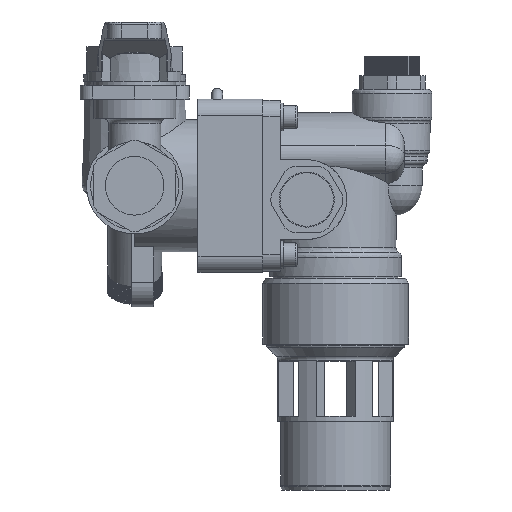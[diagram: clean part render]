
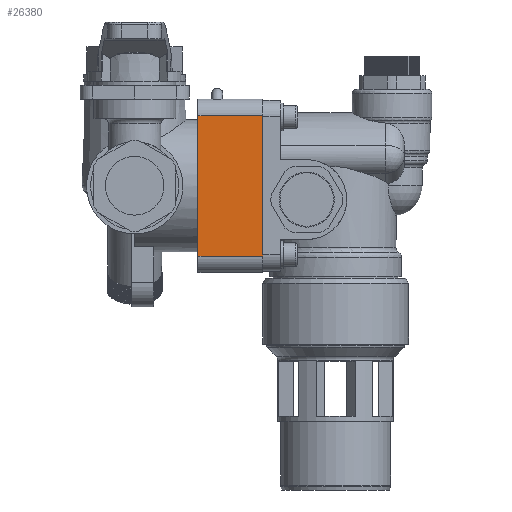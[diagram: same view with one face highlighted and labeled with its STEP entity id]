
A CAD part, left-side view. The second image highlights one B-rep face of the part: STEP entity #26380.
In plain terms, the highlighted planar face has unit normal (-1, 0, 0).
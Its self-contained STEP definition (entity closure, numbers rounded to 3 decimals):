
#1081=PLANE('',#28604);
#2448=FACE_OUTER_BOUND('',#3900,.T.);
#3900=EDGE_LOOP('',(#23737,#23738,#23739,#23740));
#7486=LINE('',#43406,#10205);
#7641=LINE('',#44442,#10360);
#7649=LINE('',#44472,#10368);
#7650=LINE('',#44473,#10369);
#10205=VECTOR('',#34971,10.);
#10360=VECTOR('',#35508,10.);
#10368=VECTOR('',#35536,10.);
#10369=VECTOR('',#35537,10.);
#12655=VERTEX_POINT('',#43403);
#12656=VERTEX_POINT('',#43405);
#12837=VERTEX_POINT('',#44441);
#12849=VERTEX_POINT('',#44471);
#16267=EDGE_CURVE('',#12656,#12655,#7486,.T.);
#16534=EDGE_CURVE('',#12837,#12656,#7641,.T.);
#16549=EDGE_CURVE('',#12849,#12655,#7649,.T.);
#16550=EDGE_CURVE('',#12837,#12849,#7650,.T.);
#23737=ORIENTED_EDGE('',*,*,#16534,.T.);
#23738=ORIENTED_EDGE('',*,*,#16267,.T.);
#23739=ORIENTED_EDGE('',*,*,#16549,.F.);
#23740=ORIENTED_EDGE('',*,*,#16550,.F.);
#26380=ADVANCED_FACE('',(#2448),#1081,.T.);
#28604=AXIS2_PLACEMENT_3D('',#44470,#35534,#35535);
#34971=DIRECTION('',(0.,1.,0.));
#35508=DIRECTION('',(0.,0.,1.));
#35534=DIRECTION('center_axis',(-1.,0.,0.));
#35535=DIRECTION('ref_axis',(0.,0.,
1.));
#35536=DIRECTION('',(0.,0.,1.));
#35537=DIRECTION('',(0.,1.,0.));
#43403=CARTESIAN_POINT('',(100.3,-23.,25.5));
#43405=CARTESIAN_POINT('',(100.3,-46.5,25.5));
#43406=CARTESIAN_POINT('',(100.3,-46.5,25.5));
#44441=CARTESIAN_POINT('',(100.3,-46.5,-25.5));
#44442=CARTESIAN_POINT('',(100.3,-46.5,-25.5));
#44470=CARTESIAN_POINT('Origin',(100.3,-46.5,-25.5));
#44471=CARTESIAN_POINT('',(100.3,-23.,-25.5));
#44472=CARTESIAN_POINT('',(100.3,-23.,-25.5));
#44473=CARTESIAN_POINT('',(100.3,-46.5,-25.5));
